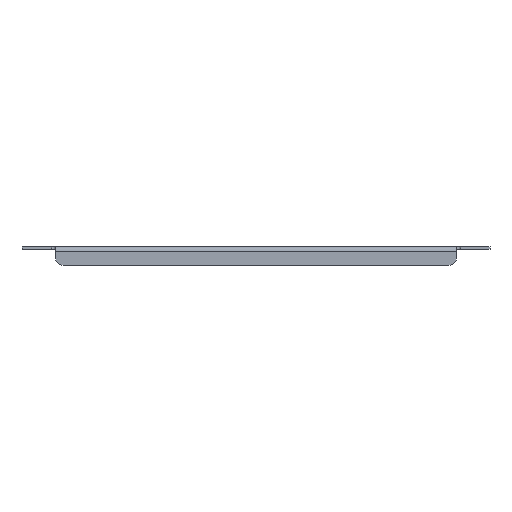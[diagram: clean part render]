
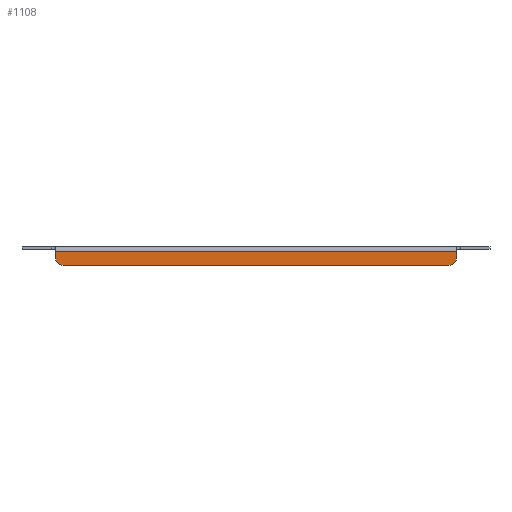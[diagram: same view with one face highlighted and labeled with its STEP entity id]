
A CAD part, front view. The second image highlights one B-rep face of the part: STEP entity #1108.
In plain terms, the highlighted planar face has unit normal (0, -1, 0).
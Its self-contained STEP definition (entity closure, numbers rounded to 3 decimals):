
#11 = CARTESIAN_POINT ( 'NONE',  ( -132., -80., -12. ) ) ;
#38 = CARTESIAN_POINT ( 'NONE',  ( 154., -80., -12. ) ) ;
#116 = VERTEX_POINT ( 'NONE', #1454 ) ;
#162 = CARTESIAN_POINT ( 'NONE',  ( 0., -80., 77.193 ) ) ;
#177 = DIRECTION ( 'NONE',  ( 0., 0., 1. ) ) ;
#220 = VERTEX_POINT ( 'NONE', #1609 ) ;
#229 = ORIENTED_EDGE ( 'NONE', *, *, #1866, .T. ) ;
#246 = CIRCLE ( 'NONE', #989, 5. ) ;
#294 = LINE ( 'NONE', #11, #1846 ) ;
#295 = ORIENTED_EDGE ( 'NONE', *, *, #1589, .T. ) ;
#299 = VERTEX_POINT ( 'NONE', #1654 ) ;
#332 = DIRECTION ( 'NONE',  ( 1., 0., 0. ) ) ;
#373 = AXIS2_PLACEMENT_3D ( 'NONE', #162, #978, #1124 ) ;
#379 = VECTOR ( 'NONE', #332, 1000. ) ;
#389 = ORIENTED_EDGE ( 'NONE', *, *, #1820, .F. ) ;
#527 = EDGE_CURVE ( 'NONE', #299, #949, #246, .T. ) ;
#532 = EDGE_CURVE ( 'NONE', #220, #116, #1055, .T. ) ;
#607 = CARTESIAN_POINT ( 'NONE',  ( -132., -80., -3. ) ) ;
#635 = FACE_OUTER_BOUND ( 'NONE', #1353, .T. ) ;
#745 = DIRECTION ( 'NONE',  ( 1., 0., 0. ) ) ;
#790 = PLANE ( 'NONE',  #373 ) ;
#815 = EDGE_CURVE ( 'NONE', #1396, #949, #833, .T. ) ;
#833 = LINE ( 'NONE', #1736, #1458 ) ;
#845 = LINE ( 'NONE', #995, #1057 ) ;
#906 = DIRECTION ( 'NONE',  ( 0., -1., 0. ) ) ;
#914 = CARTESIAN_POINT ( 'NONE',  ( -127., -80., -7. ) ) ;
#949 = VERTEX_POINT ( 'NONE', #1175 ) ;
#975 = ORIENTED_EDGE ( 'NONE', *, *, #815, .F. ) ;
#978 = DIRECTION ( 'NONE',  ( 0., -1., 0. ) ) ;
#989 = AXIS2_PLACEMENT_3D ( 'NONE', #1619, #1765, #1345 ) ;
#995 = CARTESIAN_POINT ( 'NONE',  ( 0., -80., -3. ) ) ;
#1055 = CIRCLE ( 'NONE', #1143, 5. ) ;
#1057 = VECTOR ( 'NONE', #1295, 1000. ) ;
#1108 = ADVANCED_FACE ( 'NONE', ( #635 ), #790, .T. ) ;
#1124 = DIRECTION ( 'NONE',  ( 1., 0., 0. ) ) ;
#1143 = AXIS2_PLACEMENT_3D ( 'NONE', #914, #906, #745 ) ;
#1175 = CARTESIAN_POINT ( 'NONE',  ( 132., -80., -7. ) ) ;
#1280 = ORIENTED_EDGE ( 'NONE', *, *, #527, .T. ) ;
#1295 = DIRECTION ( 'NONE',  ( -1., 0., 0. ) ) ;
#1345 = DIRECTION ( 'NONE',  ( 1., 0., 0. ) ) ;
#1353 = EDGE_LOOP ( 'NONE', ( #975, #295, #389, #1954, #229, #1280 ) ) ;
#1396 = VERTEX_POINT ( 'NONE', #1723 ) ;
#1454 = CARTESIAN_POINT ( 'NONE',  ( -127., -80., -12. ) ) ;
#1458 = VECTOR ( 'NONE', #1576, 1000. ) ;
#1576 = DIRECTION ( 'NONE',  ( 0., 0., -1. ) ) ;
#1589 = EDGE_CURVE ( 'NONE', #1396, #1988, #845, .T. ) ;
#1609 = CARTESIAN_POINT ( 'NONE',  ( -132., -80., -7. ) ) ;
#1619 = CARTESIAN_POINT ( 'NONE',  ( 127., -80., -7. ) ) ;
#1654 = CARTESIAN_POINT ( 'NONE',  ( 127., -80., -12. ) ) ;
#1723 = CARTESIAN_POINT ( 'NONE',  ( 132., -80., -3. ) ) ;
#1736 = CARTESIAN_POINT ( 'NONE',  ( 132., -80., -12. ) ) ;
#1765 = DIRECTION ( 'NONE',  ( 0., -1., 0. ) ) ;
#1820 = EDGE_CURVE ( 'NONE', #220, #1988, #294, .T. ) ;
#1846 = VECTOR ( 'NONE', #177, 1000. ) ;
#1866 = EDGE_CURVE ( 'NONE', #116, #299, #1871, .T. ) ;
#1871 = LINE ( 'NONE', #38, #379 ) ;
#1954 = ORIENTED_EDGE ( 'NONE', *, *, #532, .T. ) ;
#1988 = VERTEX_POINT ( 'NONE', #607 ) ;
